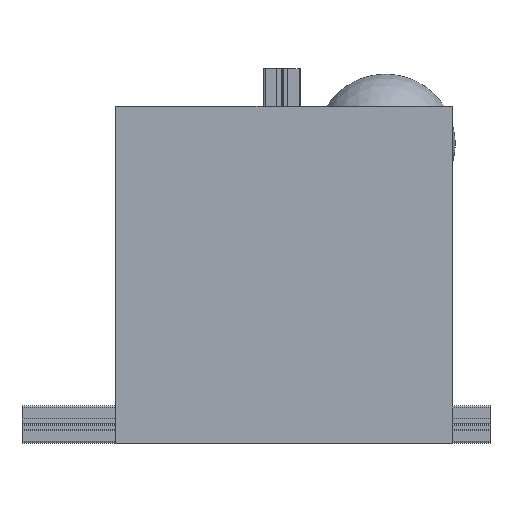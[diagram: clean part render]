
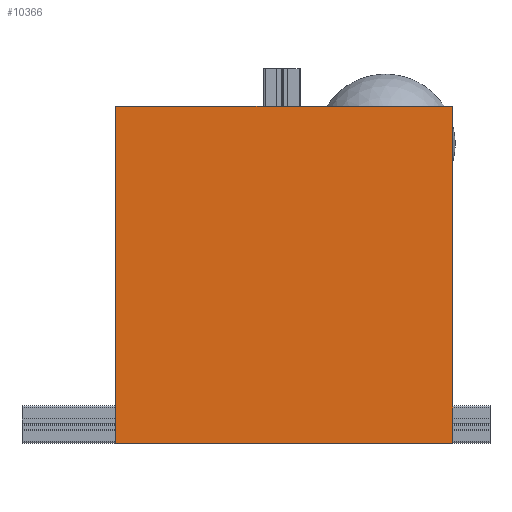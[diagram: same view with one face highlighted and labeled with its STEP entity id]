
A CAD part, top view. The second image highlights one B-rep face of the part: STEP entity #10366.
In plain terms, the highlighted planar face has unit normal (0, 0, 1).
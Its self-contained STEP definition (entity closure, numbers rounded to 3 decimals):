
#942=FACE_OUTER_BOUND('',#1503,.T.);
#1503=EDGE_LOOP('',(#7888,#7889,#7890,#7891));
#2368=LINE('',#15898,#3493);
#2371=LINE('',#15904,#3496);
#2374=LINE('',#15910,#3499);
#2377=LINE('',#15914,#3502);
#3493=VECTOR('',#12810,10.);
#3496=VECTOR('',#12815,10.);
#3499=VECTOR('',#12820,10.);
#3502=VECTOR('',#12825,10.);
#4520=VERTEX_POINT('',#15895);
#4521=VERTEX_POINT('',#15897);
#4523=VERTEX_POINT('',#15903);
#4525=VERTEX_POINT('',#15909);
#5738=EDGE_CURVE('',#4521,#4520,#2368,.T.);
#5741=EDGE_CURVE('',#4523,#4521,#2371,.T.);
#5744=EDGE_CURVE('',#4525,#4523,#2374,.T.);
#5747=EDGE_CURVE('',#4520,#4525,#2377,.T.);
#7888=ORIENTED_EDGE('',*,*,#5747,.T.);
#7889=ORIENTED_EDGE('',*,*,#5744,.T.);
#7890=ORIENTED_EDGE('',*,*,#5741,.T.);
#7891=ORIENTED_EDGE('',*,*,#5738,.T.);
#9951=PLANE('',#11122);
#10366=ADVANCED_FACE('',(#942),#9951,.T.);
#11122=AXIS2_PLACEMENT_3D('',#15915,#12826,#12827);
#12810=DIRECTION('',(0.,1.,0.));
#12815=DIRECTION('',(1.,0.,0.));
#12820=DIRECTION('',(0.,-1.,0.));
#12825=DIRECTION('',(-1.,0.,0.));
#12826=DIRECTION('center_axis',(0.,0.,1.));
#12827=DIRECTION('ref_axis',(1.,0.,0.));
#15895=CARTESIAN_POINT('',(110.865,169.871,41.));
#15897=CARTESIAN_POINT('',(110.865,-10.129,41.));
#15898=CARTESIAN_POINT('',(110.865,169.871,41.));
#15903=CARTESIAN_POINT('',(-69.135,-10.129,41.));
#15904=CARTESIAN_POINT('',(130.865,-10.129,41.));
#15909=CARTESIAN_POINT('',(-69.135,169.871,41.));
#15910=CARTESIAN_POINT('',(-69.135,-10.129,41.));
#15914=CARTESIAN_POINT('',(-69.135,169.871,41.));
#15915=CARTESIAN_POINT('Origin',(20.865,79.871,41.));
